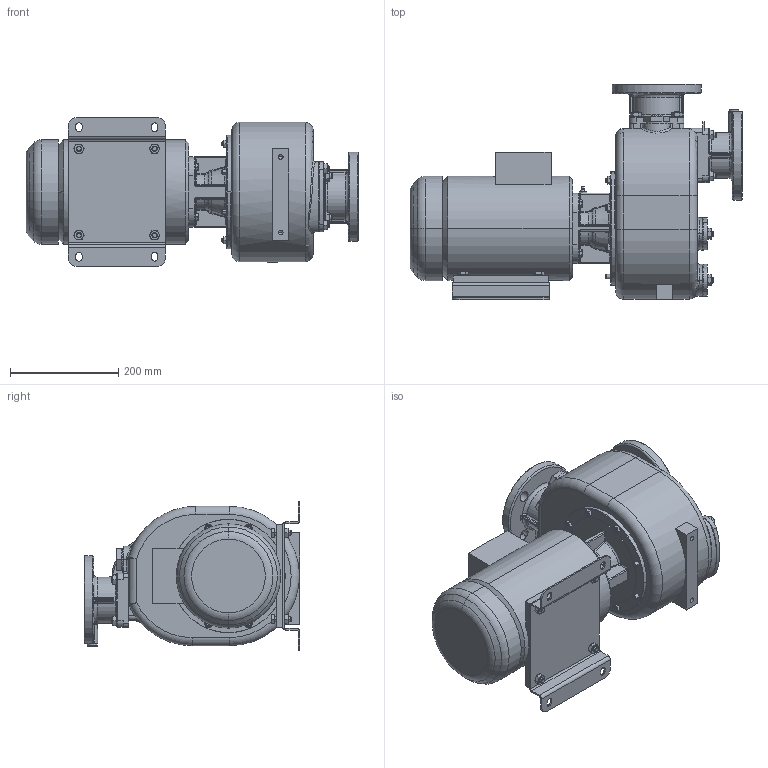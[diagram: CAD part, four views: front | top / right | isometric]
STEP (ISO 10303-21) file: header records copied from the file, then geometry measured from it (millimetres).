
FILE_DESCRIPTION((''),'2;1');
FILE_NAME('S_60_T_F_SW0001','2016-06-15T',('Amenduni'),(''),'CREO PARAMETRIC BY PTC INC, 2015290','CREO PARAMETRIC BY PTC INC, 2015290','');
FILE_SCHEMA(('CONFIG_CONTROL_DESIGN'));
Products named in the file (1): S_60_T_F_SW0001
Bounding box: 614.5 x 399 x 275 mm (x, y, z)
Volume: 22488426.6 mm3; surface area: 887022.6 mm2
Topology: 1 solids, 3 shells, 1476 faces, 3385 edges, 2006 vertices
Faces by surface type: plane 482, cone 420, cylinder 379, torus 92, bspline 89, sphere 10, extrusion 4
Entity records: 61153 total; most frequent: CARTESIAN_POINT 29071, ORIENTED_EDGE 6754, DIRECTION 6578, EDGE_CURVE 3377, AXIS2_PLACEMENT_3D 2749, VERTEX_POINT 2006, EDGE_LOOP 1621, FACE_OUTER_BOUND 1476
